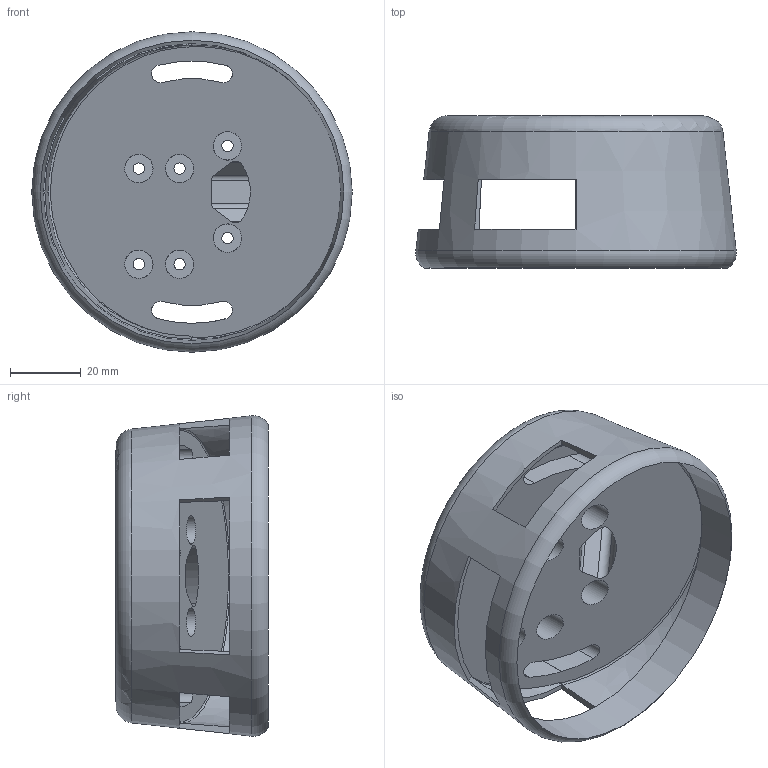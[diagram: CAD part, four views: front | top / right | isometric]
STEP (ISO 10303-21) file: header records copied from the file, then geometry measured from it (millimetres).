
FILE_DESCRIPTION(/* description */ (''),/* implementation_level */ '2;1');
FILE_NAME(/* name */ '1-A-CameraStand-GoogleHome v27.step',/* time_stamp */ '2019-11-19T00:55:16+09:00',/* author */ (''),/* organization */ (''),/* preprocessor_version */ 'ST-DEVELOPER v18',/* originating_system */ 'Autodesk Translation Framework v8.12.0.6',/* authorisation */ '');
FILE_SCHEMA (('AUTOMOTIVE_DESIGN { 1 0 10303 214 3 1 1 }'));
Length unit declared in the file: millimetre
Products named in the file (1): 1-A-CameraStand-GoogleHome
Bounding box: 90.43 x 42.94 x 90.43 mm (x, y, z)
Volume: 97219.8 mm3; surface area: 31888.8 mm2
Topology: 1 solids, 1 shells, 58 faces, 181 edges, 125 vertices
Faces by surface type: cylinder 28, plane 21, bspline 5, torus 2, cone 2
Full cylindrical faces by diameter (mm): 3.2 x6, 8 x6
Entity records: 2683 total; most frequent: CARTESIAN_POINT 992, ORIENTED_EDGE 362, DIRECTION 333, EDGE_CURVE 181, AXIS2_PLACEMENT_3D 137, VERTEX_POINT 125, EDGE_LOOP 82, LINE 59
